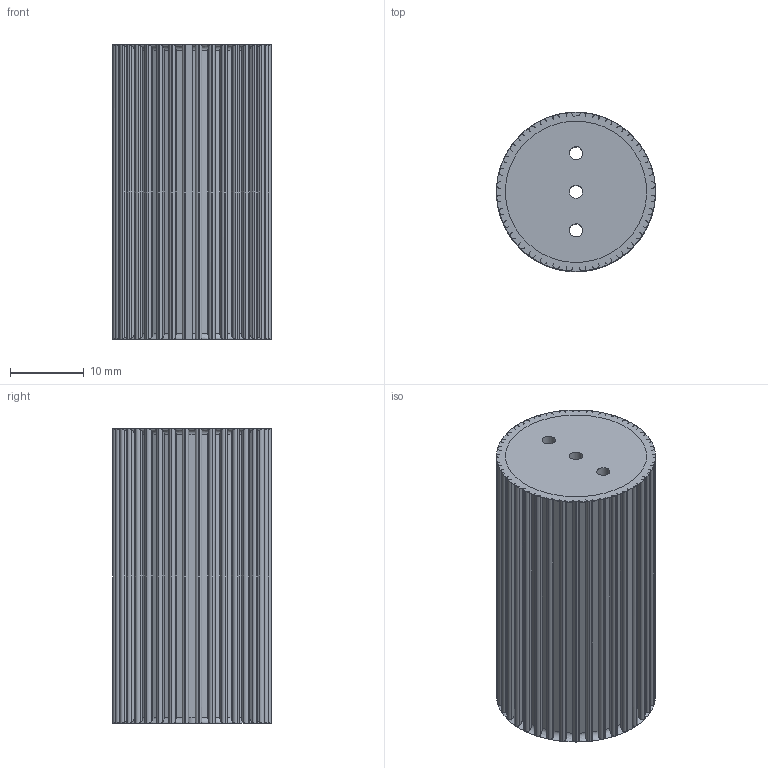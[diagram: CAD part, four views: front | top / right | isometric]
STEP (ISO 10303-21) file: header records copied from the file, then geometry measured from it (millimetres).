
FILE_DESCRIPTION(('HOOPS Exchange Step'),'2;1');
FILE_NAME('temp_export','2023-12-17T00:51:53-05:00',('jscotto'),('Shapr3D Limited'),'HOOPS Exchange 2023.2','Shapr3D','Authorized');
FILE_SCHEMA( ('AUTOMOTIVE_DESIGN { 1 0 10303 214 1 1 1 1 }') );
Length unit declared in the file: millimetre
Products named in the file (1): Body (A)
Bounding box: 21.6 x 21.6 x 40 mm (x, y, z)
Volume: 12961.1 mm3; surface area: 6339.8 mm2
Topology: 1 solids, 1 shells, 313 faces, 858 edges, 548 vertices
Faces by surface type: cylinder 128, plane 111, extrusion 72, bspline 2
Full cylindrical faces by diameter (mm): 1.8 x1
Entity records: 13097 total; most frequent: CARTESIAN_POINT 6262, ORIENTED_EDGE 1716, DIRECTION 1010, EDGE_CURVE 858, VERTEX_POINT 548, VECTOR 380, B_SPLINE_CURVE_WITH_KNOTS 331, EDGE_LOOP 320
